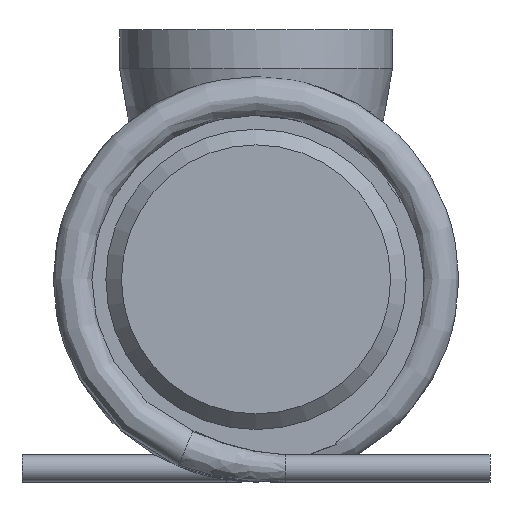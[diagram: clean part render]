
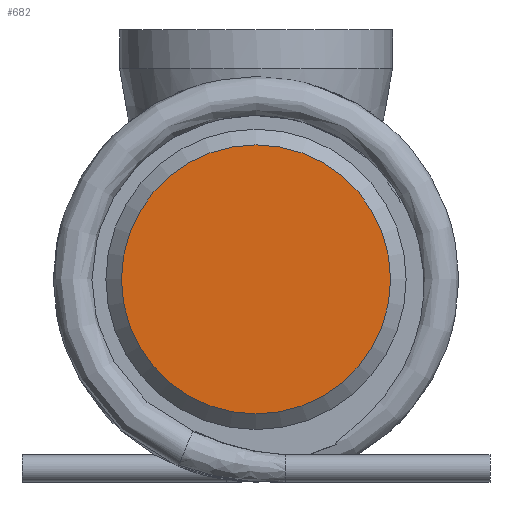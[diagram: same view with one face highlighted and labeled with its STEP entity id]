
A CAD part, front view. The second image highlights one B-rep face of the part: STEP entity #682.
In plain terms, the highlighted planar face has unit normal (0, -1, 0).
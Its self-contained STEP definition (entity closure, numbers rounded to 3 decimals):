
#151=PLANE('',#891);
#164=ORIENTED_EDGE('',*,*,#368,.T.);
#368=EDGE_CURVE('',#470,#470,#538,.F.);
#470=VERTEX_POINT('',#1064);
#538=CIRCLE('',#892,1.725);
#556=EDGE_LOOP('',(#164));
#612=FACE_BOUND('',#556,.T.);
#682=ADVANCED_FACE('',(#612),#151,.F.);
#891=AXIS2_PLACEMENT_3D('',#1062,#946,#947);
#892=AXIS2_PLACEMENT_3D('',#1063,#948,#949);
#946=DIRECTION('',(0.,1.,0.));
#947=DIRECTION('',(0.,0.,1.));
#948=DIRECTION('',(0.,1.,0.));
#949=DIRECTION('',(0.,0.,1.));
#1062=CARTESIAN_POINT('',(0.,-9.075,0.));
#1063=CARTESIAN_POINT('',(0.,-9.075,0.));
#1064=CARTESIAN_POINT('',(0.,-9.075,1.725));
